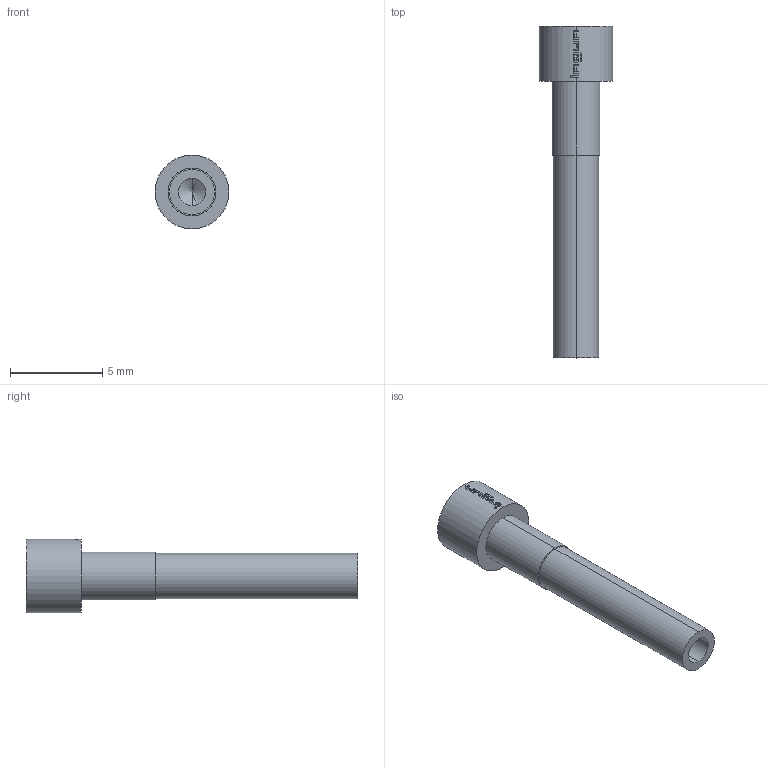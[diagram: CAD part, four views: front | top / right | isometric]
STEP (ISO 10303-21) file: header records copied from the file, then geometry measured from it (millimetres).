
FILE_DESCRIPTION (( 'STEP AP203' ), '1' );
FILE_NAME ('INGUN_KT-586_102_400_R.STEP', '2022-04-26T08:52:16', ( 'ochi' ), ( '' ), 'SwSTEP 2.0', 'SolidWorks 2018', '' );
FILE_SCHEMA (( 'CONFIG_CONTROL_DESIGN' ));
Length unit declared in the file: millimetre
Products named in the file (1): INGUN_KT-586_102_400_R
Bounding box: 4 x 18 x 4 mm (x, y, z)
Volume: 105.2 mm3; surface area: 194.7 mm2
Topology: 1 solids, 1 shells, 95 faces, 268 edges, 177 vertices
Faces by surface type: plane 44, cylinder 27, bspline 22, cone 2
Entity records: 3413 total; most frequent: CARTESIAN_POINT 1029, ORIENTED_EDGE 532, DIRECTION 420, EDGE_CURVE 266, VERTEX_POINT 177, AXIS2_PLACEMENT_3D 166, EDGE_LOOP 99, FACE_OUTER_BOUND 95
